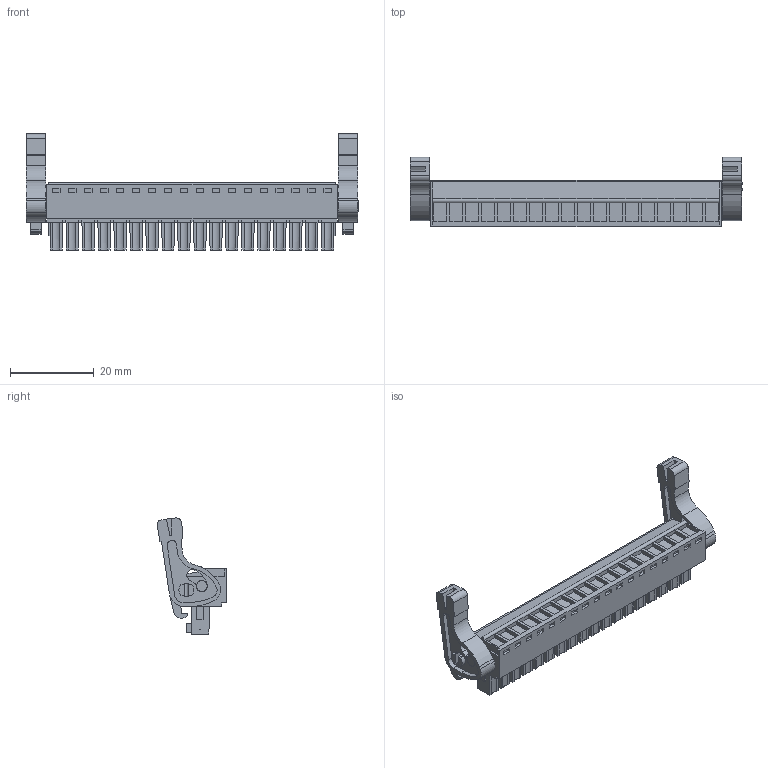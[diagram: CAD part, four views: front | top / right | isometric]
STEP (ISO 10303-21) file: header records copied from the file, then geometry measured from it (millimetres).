
FILE_DESCRIPTION(('CATIA V5 STEP','CAx-IF Rec.Pracs.--- Model Styling and Organization---1.2---2011-12-15'),'2;1');
FILE_NAME ('D1462211_0_2442450000_2442450000.stp','2017-07-31T14:42:07+00:00',('none'),('Weidmueller'),'CATIA Version 5-6 Release 2014','CATIA V5 STEP AP214','none');
FILE_SCHEMA(('AUTOMOTIVE_DESIGN { 1 0 10303 214 1 1 1 1 }'));
Length unit declared in the file: millimetre
Products named in the file (1): 2442450000
Bounding box: 79.17 x 16.55 x 27.68 mm (x, y, z)
Volume: 8235.5 mm3; surface area: 8105 mm2
Topology: 21 solids, 21 shells, 1052 faces, 2710 edges, 1792 vertices
Faces by surface type: plane 827, cylinder 225
Entity records: 28735 total; most frequent: ORIENTED_EDGE 5412, CARTESIAN_POINT 5234, DIRECTION 3707, EDGE_CURVE 2706, VECTOR 2126, LINE 2126, VERTEX_POINT 1792, EDGE_LOOP 1158
